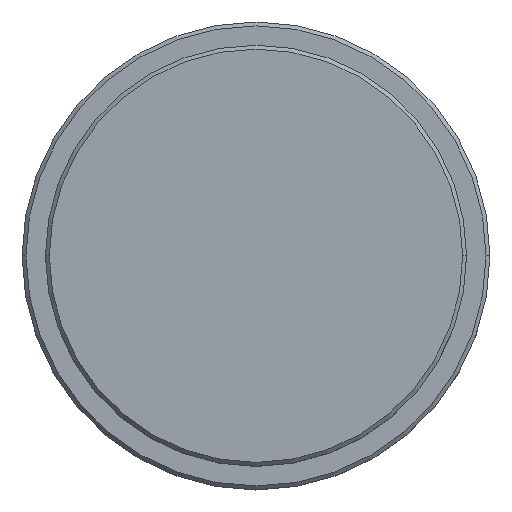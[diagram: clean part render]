
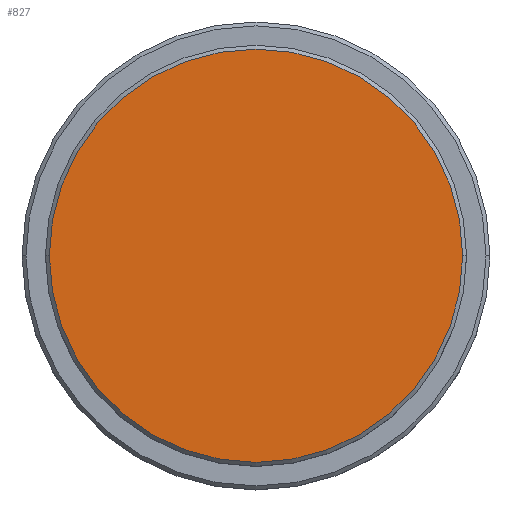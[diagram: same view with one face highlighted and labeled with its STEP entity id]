
A CAD part, top view. The second image highlights one B-rep face of the part: STEP entity #827.
In plain terms, the highlighted planar face has unit normal (0, 0, 1).
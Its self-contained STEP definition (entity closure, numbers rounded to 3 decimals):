
#67 = DIRECTION ( 'NONE',  ( 1., 0., 0. ) ) ;
#112 = EDGE_CURVE ( 'NONE', #894, #257, #1336, .T. ) ;
#156 = ORIENTED_EDGE ( 'NONE', *, *, #914, .T. ) ;
#257 = VERTEX_POINT ( 'NONE', #447 ) ;
#447 = CARTESIAN_POINT ( 'NONE',  ( -26.5, 0., 0. ) ) ;
#518 = CARTESIAN_POINT ( 'NONE',  ( 0., 0., 0. ) ) ;
#597 = AXIS2_PLACEMENT_3D ( 'NONE', #1020, #1352, #708 ) ;
#610 = CARTESIAN_POINT ( 'NONE',  ( 0., 0., 0. ) ) ;
#708 = DIRECTION ( 'NONE',  ( 1., 0., 0. ) ) ;
#733 = DIRECTION ( 'NONE',  ( 0., 0., 1. ) ) ;
#745 = CARTESIAN_POINT ( 'NONE',  ( 26.5, 0., 0. ) ) ;
#790 = EDGE_LOOP ( 'NONE', ( #156, #866 ) ) ;
#827 = ADVANCED_FACE ( 'NONE', ( #932 ), #1044, .T. ) ;
#866 = ORIENTED_EDGE ( 'NONE', *, *, #112, .T. ) ;
#894 = VERTEX_POINT ( 'NONE', #745 ) ;
#914 = EDGE_CURVE ( 'NONE', #257, #894, #1030, .T. ) ;
#932 = FACE_OUTER_BOUND ( 'NONE', #790, .T. ) ;
#934 = DIRECTION ( 'NONE',  ( 1., 0., 0. ) ) ;
#1020 = CARTESIAN_POINT ( 'NONE',  ( 0., 0., 0. ) ) ;
#1030 = CIRCLE ( 'NONE', #1078, 26.5 ) ;
#1044 = PLANE ( 'NONE',  #597 ) ;
#1078 = AXIS2_PLACEMENT_3D ( 'NONE', #518, #1276, #67 ) ;
#1229 = AXIS2_PLACEMENT_3D ( 'NONE', #610, #733, #934 ) ;
#1276 = DIRECTION ( 'NONE',  ( 0., 0., 1. ) ) ;
#1336 = CIRCLE ( 'NONE', #1229, 26.5 ) ;
#1352 = DIRECTION ( 'NONE',  ( 0., 0., 1. ) ) ;
